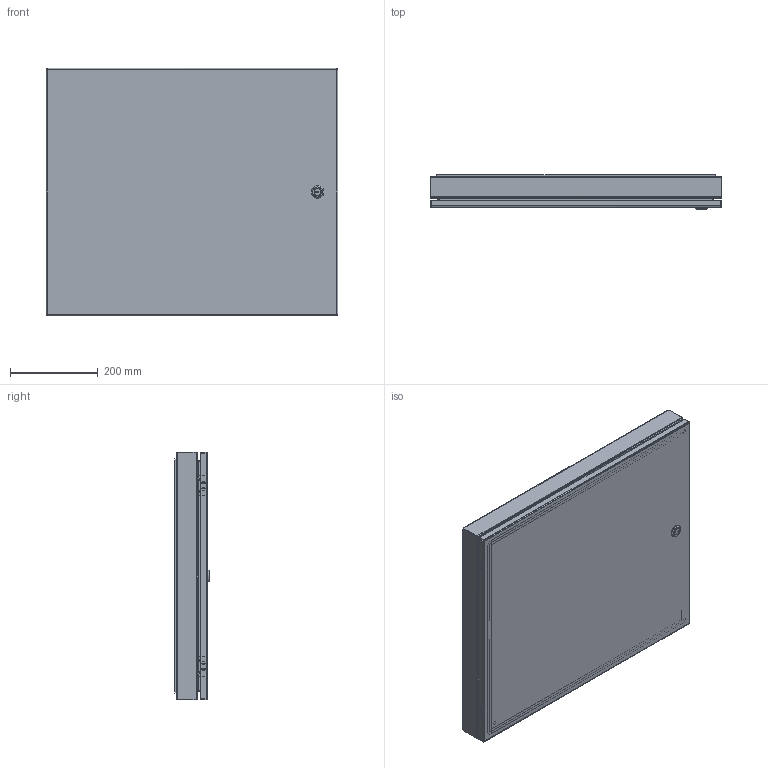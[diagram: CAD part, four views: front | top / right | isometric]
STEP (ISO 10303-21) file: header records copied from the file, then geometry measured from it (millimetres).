
FILE_DESCRIPTION (( 'STEP AP203' ), '1' );
FILE_NAME ('1481SSDH2430.step', '2020-11-12T21:38:45', ( 'ADC123' ), ( 'Microsoft' ), 'SwSTEP 2.0', 'SolidWorks 2019', '' );
FILE_SCHEMA (( 'CONFIG_CONTROL_DESIGN' ));
Length unit declared in the file: inch
Products named in the file (1): 1481SSDH2430
Bounding box: 663.96 x 77.72 x 563.63 mm (x, y, z)
Volume: 1561217 mm3; surface area: 1616587.4 mm2
Topology: 24 solids, 25 shells, 624 faces, 1401 edges, 842 vertices
Faces by surface type: plane 374, cylinder 153, bspline 74, torus 12, cone 11
Full cylindrical faces by diameter (mm): 4.369 x2, 5 x1, 5.74 x2, 6 x1, 6.096 x2, 6.35 x1, 7.137 x14, 7.417 x2, 7.938 x1, 9.83 x2, 10.109 x6, 12.065 x4, 12.7 x2, 13.335 x1, 15.875 x1, 16.002 x1, 19.5 x1, 19.939 x1, 27.94 x1
Entity records: 21577 total; most frequent: CARTESIAN_POINT 8509, ORIENTED_EDGE 2626, DIRECTION 2448, EDGE_CURVE 1313, LINE 932, VECTOR 932, VERTEX_POINT 833, EDGE_LOOP 762
